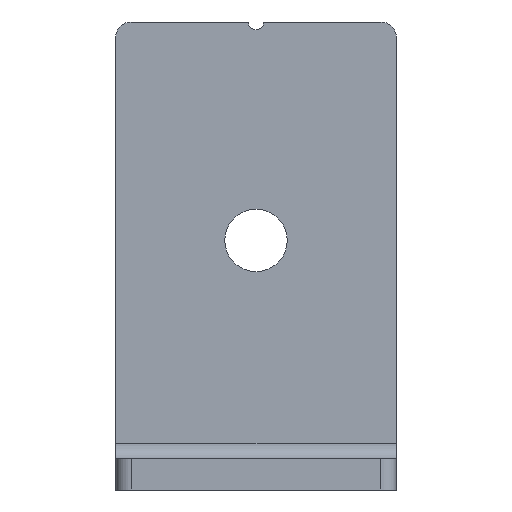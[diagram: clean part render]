
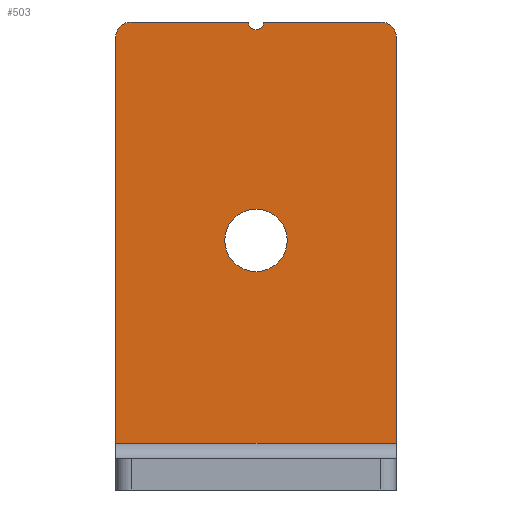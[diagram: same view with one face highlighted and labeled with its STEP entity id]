
A CAD part, left-side view. The second image highlights one B-rep face of the part: STEP entity #503.
In plain terms, the highlighted planar face has unit normal (-1, 0, 0).
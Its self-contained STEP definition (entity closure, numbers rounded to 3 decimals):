
#8 = CARTESIAN_POINT ( 'NONE',  ( 56., 36., 6. ) ) ;
#10 = VECTOR ( 'NONE', #739, 1000. ) ;
#11 = LINE ( 'NONE', #457, #280 ) ;
#17 = DIRECTION ( 'NONE',  ( 0., 0., 1. ) ) ;
#22 = EDGE_CURVE ( 'NONE', #795, #312, #66, .T. ) ;
#23 = CARTESIAN_POINT ( 'NONE',  ( 56., 18., 59. ) ) ;
#28 = CARTESIAN_POINT ( 'NONE',  ( 56., 18.996, 59.909 ) ) ;
#34 = CIRCLE ( 'NONE', #445, 1. ) ;
#40 = ORIENTED_EDGE ( 'NONE', *, *, #246, .T. ) ;
#45 = DIRECTION ( 'NONE',  ( 0., 0., -1. ) ) ;
#60 = DIRECTION ( 'NONE',  ( 1., 0., 0. ) ) ;
#66 = CIRCLE ( 'NONE', #232, 2. ) ;
#72 = EDGE_LOOP ( 'NONE', ( #243, #500, #40, #84, #558, #291, #371, #372, #401, #322, #355 ) ) ;
#73 = VERTEX_POINT ( 'NONE', #23 ) ;
#74 = VERTEX_POINT ( 'NONE', #28 ) ;
#75 = EDGE_CURVE ( 'NONE', #363, #410, #82, .T. ) ;
#82 = CIRCLE ( 'NONE', #504, 4. ) ;
#84 = ORIENTED_EDGE ( 'NONE', *, *, #618, .T. ) ;
#98 = CARTESIAN_POINT ( 'NONE',  ( 56., 0., 0. ) ) ;
#100 = CARTESIAN_POINT ( 'NONE',  ( 56., 34., 60. ) ) ;
#102 = CARTESIAN_POINT ( 'NONE',  ( 56., 36., 58. ) ) ;
#112 = AXIS2_PLACEMENT_3D ( 'NONE', #121, #424, #483 ) ;
#114 = VECTOR ( 'NONE', #45, 1000. ) ;
#120 = EDGE_LOOP ( 'NONE', ( #478, #538 ) ) ;
#121 = CARTESIAN_POINT ( 'NONE',  ( 56., 16.905, 59.9 ) ) ;
#132 = EDGE_CURVE ( 'NONE', #531, #730, #11, .T. ) ;
#138 = VERTEX_POINT ( 'NONE', #102 ) ;
#143 = VECTOR ( 'NONE', #193, 1000. ) ;
#149 = VERTEX_POINT ( 'NONE', #781 ) ;
#150 = DIRECTION ( 'NONE',  ( 0., 0., 1. ) ) ;
#154 = DIRECTION ( 'NONE',  ( 0., 0., 1. ) ) ;
#156 = LINE ( 'NONE', #98, #114 ) ;
#161 = VERTEX_POINT ( 'NONE', #590 ) ;
#174 = VERTEX_POINT ( 'NONE', #229 ) ;
#180 = DIRECTION ( 'NONE',  ( 0., -1., 0. ) ) ;
#182 = EDGE_CURVE ( 'NONE', #74, #730, #318, .T. ) ;
#193 = DIRECTION ( 'NONE',  ( 0., 0., 1. ) ) ;
#203 = CARTESIAN_POINT ( 'NONE',  ( 56., 34., 58. ) ) ;
#207 = CARTESIAN_POINT ( 'NONE',  ( 56., 18., 36. ) ) ;
#217 = LINE ( 'NONE', #488, #682 ) ;
#227 = DIRECTION ( 'NONE',  ( 0., 0., 1. ) ) ;
#229 = CARTESIAN_POINT ( 'NONE',  ( 56., 17.004, 59.909 ) ) ;
#232 = AXIS2_PLACEMENT_3D ( 'NONE', #405, #522, #525 ) ;
#234 = EDGE_CURVE ( 'NONE', #161, #312, #217, .T. ) ;
#239 = AXIS2_PLACEMENT_3D ( 'NONE', #203, #627, #17 ) ;
#243 = ORIENTED_EDGE ( 'NONE', *, *, #234, .F. ) ;
#246 = EDGE_CURVE ( 'NONE', #174, #73, #644, .T. ) ;
#252 = LINE ( 'NONE', #794, #10 ) ;
#253 = EDGE_CURVE ( 'NONE', #161, #174, #301, .T. ) ;
#275 = CARTESIAN_POINT ( 'NONE',  ( 56., 19.095, 60. ) ) ;
#280 = VECTOR ( 'NONE', #698, 1000. ) ;
#291 = ORIENTED_EDGE ( 'NONE', *, *, #132, .F. ) ;
#294 = EDGE_CURVE ( 'NONE', #344, #149, #252, .T. ) ;
#301 = CIRCLE ( 'NONE', #112, 0.1 ) ;
#305 = CARTESIAN_POINT ( 'NONE',  ( 56., 18., 60. ) ) ;
#308 = AXIS2_PLACEMENT_3D ( 'NONE', #350, #521, #150 ) ;
#312 = VERTEX_POINT ( 'NONE', #671 ) ;
#315 = CARTESIAN_POINT ( 'NONE',  ( 56., 36., 60. ) ) ;
#318 = CIRCLE ( 'NONE', #741, 0.1 ) ;
#322 = ORIENTED_EDGE ( 'NONE', *, *, #560, .F. ) ;
#344 = VERTEX_POINT ( 'NONE', #8 ) ;
#348 = PLANE ( 'NONE',  #595 ) ;
#350 = CARTESIAN_POINT ( 'NONE',  ( 56., 18., 32. ) ) ;
#355 = ORIENTED_EDGE ( 'NONE', *, *, #22, .T. ) ;
#363 = VERTEX_POINT ( 'NONE', #207 ) ;
#368 = EDGE_CURVE ( 'NONE', #531, #138, #526, .T. ) ;
#371 = ORIENTED_EDGE ( 'NONE', *, *, #368, .T. ) ;
#372 = ORIENTED_EDGE ( 'NONE', *, *, #695, .F. ) ;
#386 = CARTESIAN_POINT ( 'NONE',  ( 56., 18., 28. ) ) ;
#401 = ORIENTED_EDGE ( 'NONE', *, *, #294, .T. ) ;
#405 = CARTESIAN_POINT ( 'NONE',  ( 56., 2., 58. ) ) ;
#407 = DIRECTION ( 'NONE',  ( 0., 0., 1. ) ) ;
#410 = VERTEX_POINT ( 'NONE', #386 ) ;
#418 = FACE_OUTER_BOUND ( 'NONE', #72, .T. ) ;
#424 = DIRECTION ( 'NONE',  ( -1., 0., 0. ) ) ;
#445 = AXIS2_PLACEMENT_3D ( 'NONE', #305, #60, #486 ) ;
#456 = LINE ( 'NONE', #315, #143 ) ;
#457 = CARTESIAN_POINT ( 'NONE',  ( 56., 0., 60. ) ) ;
#478 = ORIENTED_EDGE ( 'NONE', *, *, #75, .F. ) ;
#483 = DIRECTION ( 'NONE',  ( 0., 0., 1. ) ) ;
#486 = DIRECTION ( 'NONE',  ( 0., 0., 1. ) ) ;
#488 = CARTESIAN_POINT ( 'NONE',  ( 56., 0., 60. ) ) ;
#494 = DIRECTION ( 'NONE',  ( 0., 0., 1. ) ) ;
#499 = EDGE_CURVE ( 'NONE', #410, #363, #608, .T. ) ;
#500 = ORIENTED_EDGE ( 'NONE', *, *, #253, .T. ) ;
#503 = ADVANCED_FACE ( 'NONE', ( #654, #418 ), #348, .T. ) ;
#504 = AXIS2_PLACEMENT_3D ( 'NONE', #629, #532, #154 ) ;
#521 = DIRECTION ( 'NONE',  ( -1., 0., 0. ) ) ;
#522 = DIRECTION ( 'NONE',  ( -1., 0., 0. ) ) ;
#525 = DIRECTION ( 'NONE',  ( 0., 0., 1. ) ) ;
#526 = CIRCLE ( 'NONE', #239, 2. ) ;
#531 = VERTEX_POINT ( 'NONE', #100 ) ;
#532 = DIRECTION ( 'NONE',  ( -1., 0., 0. ) ) ;
#538 = ORIENTED_EDGE ( 'NONE', *, *, #499, .F. ) ;
#558 = ORIENTED_EDGE ( 'NONE', *, *, #182, .T. ) ;
#560 = EDGE_CURVE ( 'NONE', #795, #149, #156, .T. ) ;
#577 = DIRECTION ( 'NONE',  ( -1., 0., 0. ) ) ;
#590 = CARTESIAN_POINT ( 'NONE',  ( 56., 16.905, 60. ) ) ;
#595 = AXIS2_PLACEMENT_3D ( 'NONE', #771, #577, #227 ) ;
#608 = CIRCLE ( 'NONE', #308, 4. ) ;
#618 = EDGE_CURVE ( 'NONE', #73, #74, #34, .T. ) ;
#627 = DIRECTION ( 'NONE',  ( -1., 0., 0. ) ) ;
#629 = CARTESIAN_POINT ( 'NONE',  ( 56., 18., 32. ) ) ;
#644 = CIRCLE ( 'NONE', #751, 1. ) ;
#647 = CARTESIAN_POINT ( 'NONE',  ( 56., 0., 58. ) ) ;
#654 = FACE_BOUND ( 'NONE', #120, .T. ) ;
#661 = DIRECTION ( 'NONE',  ( -1., 0., 0. ) ) ;
#671 = CARTESIAN_POINT ( 'NONE',  ( 56., 2., 60. ) ) ;
#682 = VECTOR ( 'NONE', #180, 1000. ) ;
#695 = EDGE_CURVE ( 'NONE', #344, #138, #456, .T. ) ;
#698 = DIRECTION ( 'NONE',  ( 0., -1., 0. ) ) ;
#730 = VERTEX_POINT ( 'NONE', #275 ) ;
#739 = DIRECTION ( 'NONE',  ( 0., -1., 0. ) ) ;
#741 = AXIS2_PLACEMENT_3D ( 'NONE', #774, #661, #407 ) ;
#751 = AXIS2_PLACEMENT_3D ( 'NONE', #797, #798, #494 ) ;
#771 = CARTESIAN_POINT ( 'NONE',  ( 56., 0., 0. ) ) ;
#774 = CARTESIAN_POINT ( 'NONE',  ( 56., 19.095, 59.9 ) ) ;
#781 = CARTESIAN_POINT ( 'NONE',  ( 56., 0., 6. ) ) ;
#794 = CARTESIAN_POINT ( 'NONE',  ( 56., 0., 6. ) ) ;
#795 = VERTEX_POINT ( 'NONE', #647 ) ;
#797 = CARTESIAN_POINT ( 'NONE',  ( 56., 18., 60. ) ) ;
#798 = DIRECTION ( 'NONE',  ( 1., 0., 0. ) ) ;
